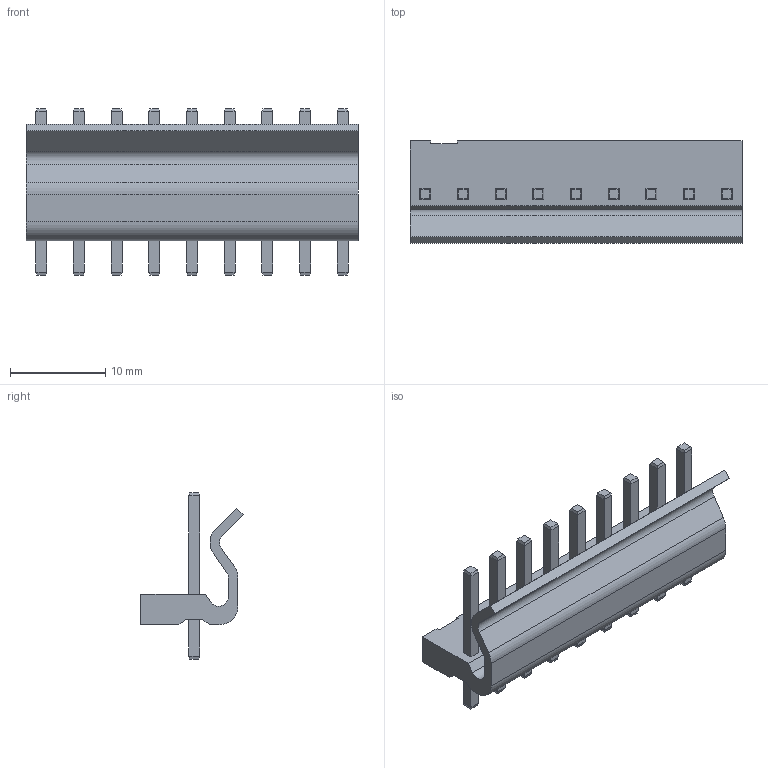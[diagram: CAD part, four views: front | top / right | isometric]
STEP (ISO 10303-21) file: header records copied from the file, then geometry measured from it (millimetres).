
FILE_DESCRIPTION(/* description */ ('model of Molex_KK-396_5273-09A_1x09_P3.96mm_Vertical'),/* implementation_level */ '2;1');
FILE_NAME(/* name */ 'Molex_KK-396_5273-09A_1x09_P3.96mm_Vertical.step',/* time_stamp */ '2022-01-07T13:38:54',/* author */ ('Franck Bourdonnec',''),/* organization */ (''),/* preprocessor_version */ '',/* originating_system */ '',/* authorisation */ '');
FILE_SCHEMA(('AUTOMOTIVE_DESIGN { 1 0 10303 214 1 1 1 1 }'));
Length unit declared in the file: millimetre
Products named in the file (1): Molex_5273_09A
Bounding box: 34.88 x 10.75 x 17.45 mm (x, y, z)
Volume: 1511.3 mm3; surface area: 2362.8 mm2
Topology: 1 solids, 1 shells, 189 faces, 435 edges, 266 vertices
Faces by surface type: plane 183, cylinder 6
Entity records: 12010 total; most frequent: CARTESIAN_POINT 1941, DIRECTION 1547, LINE 1137, VECTOR 1137, ORIENTED_EDGE 870, PCURVE 870, DEFINITIONAL_REPRESENTATION 870, EDGE_CURVE 435
